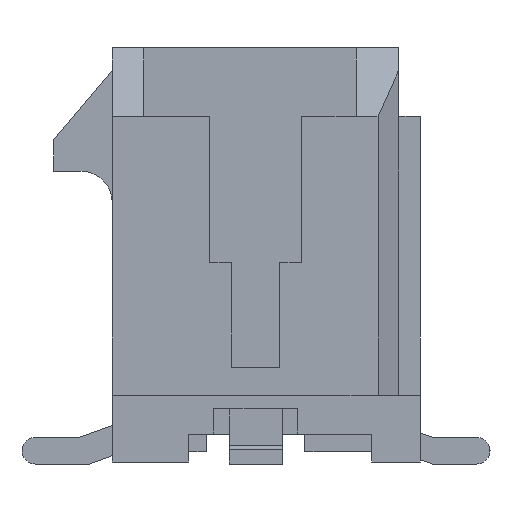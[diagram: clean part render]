
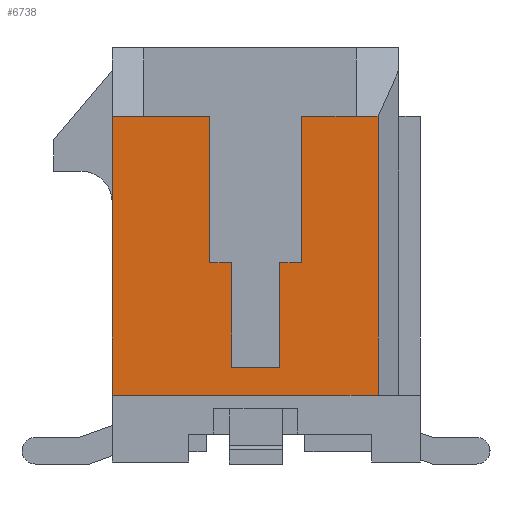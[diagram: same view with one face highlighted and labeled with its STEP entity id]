
A CAD part, left-side view. The second image highlights one B-rep face of the part: STEP entity #6738.
In plain terms, the highlighted planar face has unit normal (-1, 0, 0).
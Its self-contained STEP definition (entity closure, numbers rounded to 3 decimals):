
#1=DIRECTION('',(0.,0.,-1.));
#2=VECTOR('',#1,3.5);
#3=CARTESIAN_POINT('',(-10.825,-1.1,3.315));
#4=LINE('',#3,#2);
#5=DIRECTION('',(0.,1.,0.));
#6=VECTOR('',#5,1.31);
#7=CARTESIAN_POINT('',(-10.825,-2.41,3.315));
#8=LINE('',#7,#6);
#9=DIRECTION('',(0.,-1.,0.));
#10=VECTOR('',#9,0.52);
#11=CARTESIAN_POINT('',(-10.825,-2.41,3.315));
#12=LINE('',#11,#10);
#13=DIRECTION('',(0.,0.,-1.));
#14=VECTOR('',#13,6.67);
#15=CARTESIAN_POINT('',(-10.825,-2.93,3.315));
#16=LINE('',#15,#14);
#17=DIRECTION('',(0.,1.,0.));
#18=VECTOR('',#17,6.36);
#19=CARTESIAN_POINT('',(-10.825,-2.93,-3.355));
#20=LINE('',#19,#18);
#21=DIRECTION('',(0.,0.,1.));
#22=VECTOR('',#21,6.67);
#23=CARTESIAN_POINT('',(-10.825,3.43,-3.355));
#24=LINE('',#23,#22);
#25=DIRECTION('',(0.,-1.,0.));
#26=VECTOR('',#25,0.75);
#27=CARTESIAN_POINT('',(-10.825,3.43,3.315));
#28=LINE('',#27,#26);
#29=DIRECTION('',(0.,1.,0.));
#30=VECTOR('',#29,1.58);
#31=CARTESIAN_POINT('',(-10.825,1.1,3.315));
#32=LINE('',#31,#30);
#33=DIRECTION('',(0.,0.,-1.));
#34=VECTOR('',#33,3.5);
#35=CARTESIAN_POINT('',(-10.825,1.1,3.315));
#36=LINE('',#35,#34);
#37=DIRECTION('',(0.,1.,0.));
#38=VECTOR('',#37,0.525);
#39=CARTESIAN_POINT('',(-10.825,0.575,-0.185));
#40=LINE('',#39,#38);
#41=DIRECTION('',(0.,0.,1.));
#42=VECTOR('',#41,2.5);
#43=CARTESIAN_POINT('',(-10.825,0.575,-2.685));
#44=LINE('',#43,#42);
#45=DIRECTION('',(0.,1.,0.));
#46=VECTOR('',#45,1.15);
#47=CARTESIAN_POINT('',(-10.825,-0.575,-2.685));
#48=LINE('',#47,#46);
#49=DIRECTION('',(0.,0.,-1.));
#50=VECTOR('',#49,2.5);
#51=CARTESIAN_POINT('',(-10.825,-0.575,-0.185));
#52=LINE('',#51,#50);
#53=DIRECTION('',(0.,1.,0.));
#54=VECTOR('',#53,0.525);
#55=CARTESIAN_POINT('',(-10.825,-1.1,-0.185));
#56=LINE('',#55,#54);
#5108=CARTESIAN_POINT('',(-10.825,3.43,3.315));
#5110=VERTEX_POINT('',#5108);
#5159=CARTESIAN_POINT('',(-10.825,2.68,3.315));
#5160=VERTEX_POINT('',#5159);
#5161=CARTESIAN_POINT('',(-10.825,-2.41,3.315));
#5162=VERTEX_POINT('',#5161);
#5367=CARTESIAN_POINT('',(-10.825,-1.1,3.315));
#5368=CARTESIAN_POINT('',(-10.825,-1.1,-0.185));
#5369=VERTEX_POINT('',#5367);
#5370=VERTEX_POINT('',#5368);
#5371=CARTESIAN_POINT('',(-10.825,-0.575,-0.185));
#5372=VERTEX_POINT('',#5371);
#5373=CARTESIAN_POINT('',(-10.825,-0.575,-2.685));
#5374=VERTEX_POINT('',#5373);
#5375=CARTESIAN_POINT('',(-10.825,0.575,-2.685));
#5376=VERTEX_POINT('',#5375);
#5377=CARTESIAN_POINT('',(-10.825,0.575,-0.185));
#5378=VERTEX_POINT('',#5377);
#5379=CARTESIAN_POINT('',(-10.825,1.1,-0.185));
#5380=VERTEX_POINT('',#5379);
#5381=CARTESIAN_POINT('',(-10.825,1.1,3.315));
#5382=VERTEX_POINT('',#5381);
#5829=CARTESIAN_POINT('',(-10.825,3.43,-3.355));
#5830=VERTEX_POINT('',#5829);
#5839=CARTESIAN_POINT('',(-10.825,-2.93,3.315));
#5840=VERTEX_POINT('',#5839);
#5841=CARTESIAN_POINT('',(-10.825,-2.93,-3.355));
#5842=VERTEX_POINT('',#5841);
#6703=CARTESIAN_POINT('',(-10.825,0.,0.));
#6704=DIRECTION('',(1.,0.,0.));
#6705=DIRECTION('',(0.,0.,-1.));
#6706=AXIS2_PLACEMENT_3D('',#6703,#6704,#6705);
#6707=PLANE('',#6706);
#6709=ORIENTED_EDGE('',*,*,#6708,.F.);
#6711=ORIENTED_EDGE('',*,*,#6710,.F.);
#6713=ORIENTED_EDGE('',*,*,#6712,.T.);
#6715=ORIENTED_EDGE('',*,*,#6714,.T.);
#6717=ORIENTED_EDGE('',*,*,#6716,.T.);
#6719=ORIENTED_EDGE('',*,*,#6718,.T.);
#6721=ORIENTED_EDGE('',*,*,#6720,.T.);
#6723=ORIENTED_EDGE('',*,*,#6722,.F.);
#6725=ORIENTED_EDGE('',*,*,#6724,.T.);
#6727=ORIENTED_EDGE('',*,*,#6726,.F.);
#6729=ORIENTED_EDGE('',*,*,#6728,.F.);
#6731=ORIENTED_EDGE('',*,*,#6730,.F.);
#6733=ORIENTED_EDGE('',*,*,#6732,.F.);
#6735=ORIENTED_EDGE('',*,*,#6734,.F.);
#6736=EDGE_LOOP('',(#6709,#6711,#6713,#6715,#6717,#6719,#6721,#6723,#6725,#6727,
#6729,#6731,#6733,#6735));
#6737=FACE_OUTER_BOUND('',#6736,.F.);
#6738=ADVANCED_FACE('',(#6737),#6707,.F.);
#6708=EDGE_CURVE('',#5369,#5370,#4,.T.);
#6710=EDGE_CURVE('',#5162,#5369,#8,.T.);
#6712=EDGE_CURVE('',#5162,#5840,#12,.T.);
#6714=EDGE_CURVE('',#5840,#5842,#16,.T.);
#6716=EDGE_CURVE('',#5842,#5830,#20,.T.);
#6718=EDGE_CURVE('',#5830,#5110,#24,.T.);
#6720=EDGE_CURVE('',#5110,#5160,#28,.T.);
#6722=EDGE_CURVE('',#5382,#5160,#32,.T.);
#6724=EDGE_CURVE('',#5382,#5380,#36,.T.);
#6726=EDGE_CURVE('',#5378,#5380,#40,.T.);
#6728=EDGE_CURVE('',#5376,#5378,#44,.T.);
#6730=EDGE_CURVE('',#5374,#5376,#48,.T.);
#6732=EDGE_CURVE('',#5372,#5374,#52,.T.);
#6734=EDGE_CURVE('',#5370,#5372,#56,.T.);
